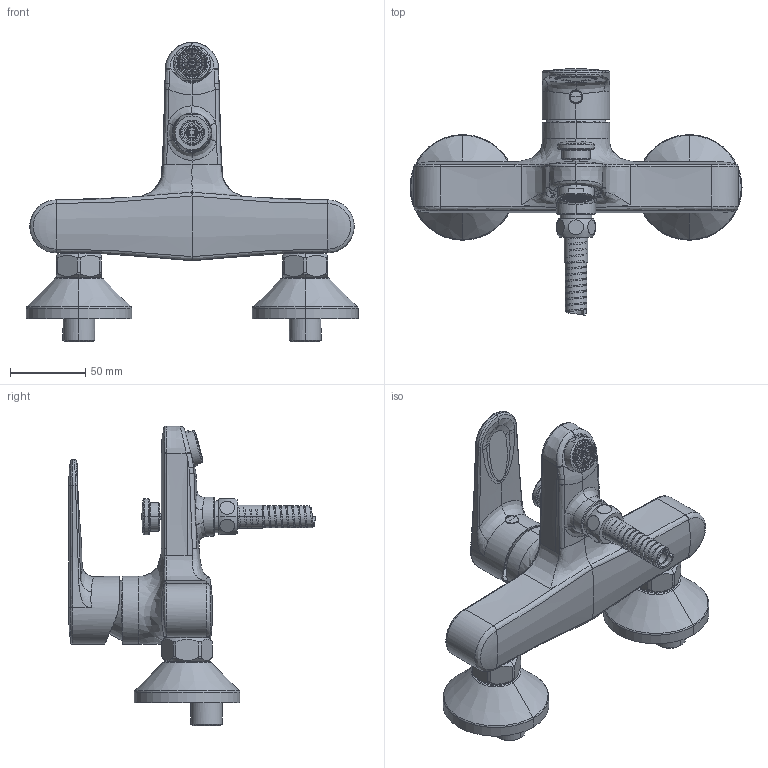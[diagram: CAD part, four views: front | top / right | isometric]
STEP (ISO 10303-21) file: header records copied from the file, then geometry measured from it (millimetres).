
FILE_DESCRIPTION((''),'2;1');
FILE_NAME('FFASB211-601501BF0_ASM','2018-08-21T',('10114231'),(''),'CREO PARAMETRIC BY PTC INC, 2014440','CREO PARAMETRIC BY PTC INC, 2014440','');
FILE_SCHEMA(('CONFIG_CONTROL_DESIGN'));
Products named in the file (39): FFZZ0021-0000650PL; 158B950189_BODY; 158B950189_PIVOT; 158B950189_WASHER; 158B950189_ASM; 1590463399; 1581212699; 158A913204; 1590488250; 1581927250; 1580800550; CONNECT-LARGE_ASM; 603275; 1580727050_C1; FF1-CN521L00000197; 621959; 912621; 611058; DIVERTER_SPINDLE_617833; DISC_613850; 911761; 615325_AF0; ACTIVEMSBR-37; 651648_ASM; 1581020150; 1585000399; 1581171499; 1585001899_ASM; PVC_HOSE_622280; BAND_ADAPTER_621847; FLEX_HOSE_622281; BUSING_620111; CUPLING_NUT_604136; PACKING_611701; 652508_ASM; 158A917376; A907112; 158K618322; FFASB211-601501BF0_ASM
Assembly tree (40 placements, depth 3):
  FFASB211-601501BF0_ASM
    FFZZ0021-0000650PL
    158B950189_ASM
      158B950189_BODY
      158B950189_PIVOT
      158B950189_WASHER  x2
    CONNECT-LARGE_ASM  x2
      1590463399
      1581212699
      158A913204
      1590488250
      1581927250
      1580800550
    603275
    1580727050_C1
    FF1-CN521L00000197
    621959
    912621
    611058
    651648_ASM
      DIVERTER_SPINDLE_617833
      DISC_613850
      911761
      615325_AF0
      ACTIVEMSBR-37
    1585001899_ASM
      1581020150
      1585000399
      1581171499
    652508_ASM
      PVC_HOSE_622280
      BAND_ADAPTER_621847
      FLEX_HOSE_622281
      BUSING_620111
      CUPLING_NUT_604136
      PACKING_611701
    158A917376
    A907112
    158K618322
Bounding box: 220 x 163.51 x 198.5 mm (x, y, z)
Volume: 309533.3 mm3; surface area: 207689.5 mm2
Topology: 40 solids, 41 shells, 2319 faces, 5690 edges, 3484 vertices
Faces by surface type: plane 642, bspline 631, cylinder 608, cone 206, torus 178, sphere 36, extrusion 16, revolution 2
Entity records: 111081 total; most frequent: CARTESIAN_POINT 66480, ORIENTED_EDGE 9868, DIRECTION 8184, EDGE_CURVE 4934, AXIS2_PLACEMENT_3D 3251, VERTEX_POINT 3030, EDGE_LOOP 2176, FACE_OUTER_BOUND 2019
